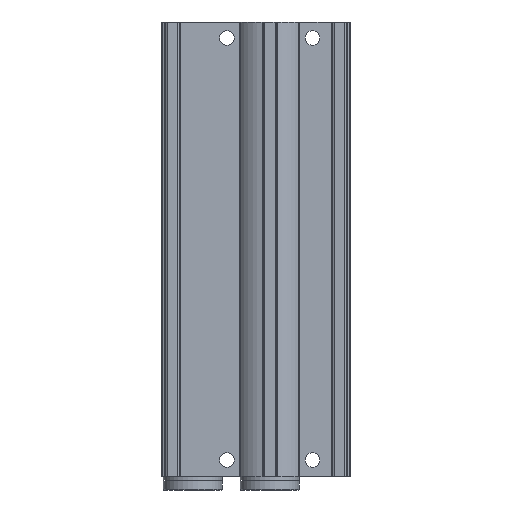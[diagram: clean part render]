
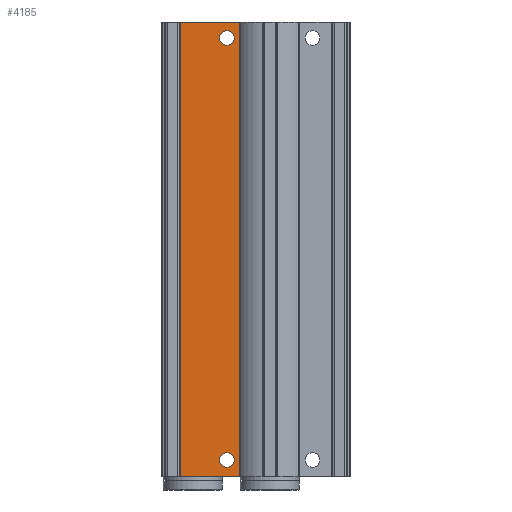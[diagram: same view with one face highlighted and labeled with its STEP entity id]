
A CAD part, front view. The second image highlights one B-rep face of the part: STEP entity #4185.
In plain terms, the highlighted planar face has unit normal (0, -1, 0).
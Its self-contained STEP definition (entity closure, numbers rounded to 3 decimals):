
#169=PLANE('',#4524);
#298=CIRCLE('',#4525,2.75);
#299=CIRCLE('',#4526,2.75);
#621=ORIENTED_EDGE('',*,*,#1725,.F.);
#622=ORIENTED_EDGE('',*,*,#1726,.F.);
#623=ORIENTED_EDGE('',*,*,#1727,.F.);
#624=ORIENTED_EDGE('',*,*,#1724,.F.);
#625=ORIENTED_EDGE('',*,*,#1728,.T.);
#626=ORIENTED_EDGE('',*,*,#1729,.T.);
#1724=EDGE_CURVE('',#2271,#2270,#2675,.T.);
#1725=EDGE_CURVE('',#2272,#2272,#298,.T.);
#1726=EDGE_CURVE('',#2273,#2273,#299,.T.);
#1727=EDGE_CURVE('',#2270,#2274,#2676,.T.);
#1728=EDGE_CURVE('',#2271,#2275,#2677,.T.);
#1729=EDGE_CURVE('',#2275,#2274,#2678,.T.);
#2270=VERTEX_POINT('',#6695);
#2271=VERTEX_POINT('',#6697);
#2272=VERTEX_POINT('',#6701);
#2273=VERTEX_POINT('',#6703);
#2274=VERTEX_POINT('',#6705);
#2275=VERTEX_POINT('',#6707);
#2675=LINE('',#6698,#2954);
#2676=LINE('',#6704,#2955);
#2677=LINE('',#6706,#2956);
#2678=LINE('',#6708,#2957);
#2954=VECTOR('',#5126,1000.);
#2955=VECTOR('',#5133,1000.);
#2956=VECTOR('',#5134,1000.);
#2957=VECTOR('',#5135,1000.);
#3234=EDGE_LOOP('',(#621));
#3235=EDGE_LOOP('',(#622));
#3236=EDGE_LOOP('',(#623,#624,#625,#626));
#3659=FACE_BOUND('',#3234,.T.);
#3660=FACE_BOUND('',#3235,.T.);
#3661=FACE_BOUND('',#3236,.T.);
#4185=ADVANCED_FACE('',(#3659,#3660,#3661),#169,.T.);
#4524=AXIS2_PLACEMENT_3D('',#6699,#5127,#5128);
#4525=AXIS2_PLACEMENT_3D('',#6700,#5129,#5130);
#4526=AXIS2_PLACEMENT_3D('',#6702,#5131,#5132);
#5126=DIRECTION('',(0.,0.,1.));
#5127=DIRECTION('',(0.,-1.,0.));
#5128=DIRECTION('',(0.,0.,-1.));
#5129=DIRECTION('',(0.,-1.,0.));
#5130=DIRECTION('',(0.,0.,-1.));
#5131=DIRECTION('',(0.,-1.,0.));
#5132=DIRECTION('',(0.,0.,-1.));
#5133=DIRECTION('',(1.,0.,0.));
#5134=DIRECTION('',(1.,0.,0.));
#5135=DIRECTION('',(0.,0.,1.));
#6695=CARTESIAN_POINT('',(-33.25,6.,0.));
#6697=CARTESIAN_POINT('',(-33.25,6.,-169.5));
#6698=CARTESIAN_POINT('',(-33.25,6.,-169.5));
#6699=CARTESIAN_POINT('',(-33.25,6.,-169.5));
#6700=CARTESIAN_POINT('',(-16.,6.,-163.5));
#6701=CARTESIAN_POINT('',(-16.,6.,-166.25));
#6702=CARTESIAN_POINT('',(-16.,6.,-6.));
#6703=CARTESIAN_POINT('',(-16.,6.,-8.75));
#6704=CARTESIAN_POINT('',(-33.25,6.,0.));
#6705=CARTESIAN_POINT('',(-11.124,6.,0.));
#6706=CARTESIAN_POINT('',(-33.25,6.,-169.5));
#6707=CARTESIAN_POINT('',(-11.124,6.,-169.5));
#6708=CARTESIAN_POINT('',(-11.124,6.,-169.5));
